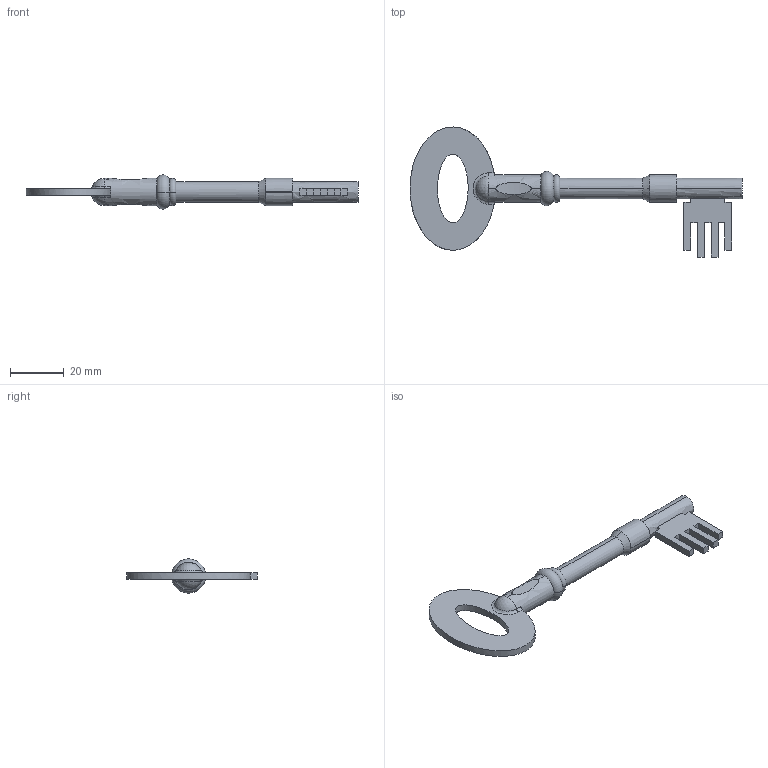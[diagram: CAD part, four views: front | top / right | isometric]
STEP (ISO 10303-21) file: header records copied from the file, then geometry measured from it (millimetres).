
FILE_DESCRIPTION((''),'1');
FILE_NAME('K1-PE','2000-06-01T',('csmetana'),(''),'PRO/ENGINEER BY PARAMETRIC TECHNOLOGY CORPORATION, 2000230','PRO/ENGINEER BY PARAMETRIC TECHNOLOGY CORPORATION, 2000230','');
FILE_SCHEMA(('AUTOMOTIVE_DESIGN { 1 2 10303 214 0 1 1 1 }'));
Length unit declared in the file: inch
Products named in the file (1): K1-PE
Bounding box: 123.19 x 48.26 x 12.7 mm (x, y, z)
Surface area: 6830.2 mm2 (no closed solid volume)
Topology: 0 solids, 0 shells, 52 faces, 419 edges, 537 vertices
Faces by surface type: bspline 45, torus 4, sphere 3
Entity records: 6155 total; most frequent: CARTESIAN_POINT 3125, DIRECTION 546, TRIMMED_CURVE 463, VECTOR 396, LINE 396, DEFINITIONAL_REPRESENTATION 272, PCURVE 272, COMPOSITE_CURVE_SEGMENT 272
